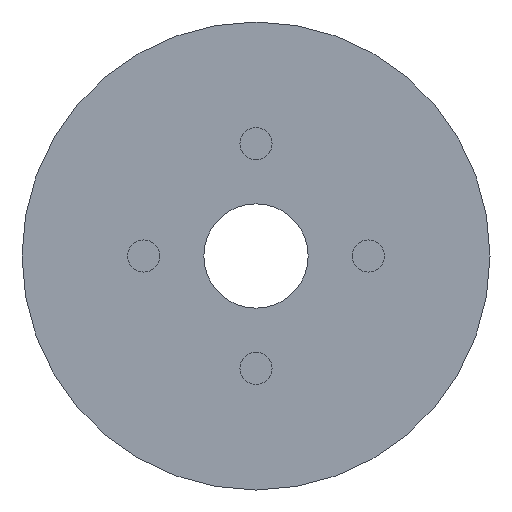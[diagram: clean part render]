
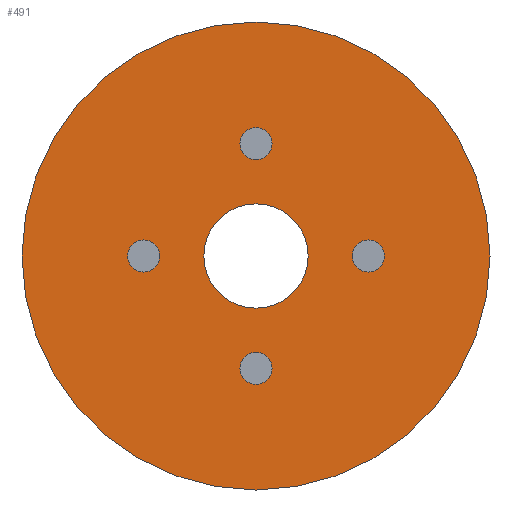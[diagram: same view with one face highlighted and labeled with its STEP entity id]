
A CAD part, front view. The second image highlights one B-rep face of the part: STEP entity #491.
In plain terms, the highlighted planar face has unit normal (0, -1, 0).
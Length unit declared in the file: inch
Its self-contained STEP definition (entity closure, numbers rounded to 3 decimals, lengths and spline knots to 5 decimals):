
#310=CARTESIAN_POINT('',(0.,0.,0.695));
#311=VERTEX_POINT('',#310);
#312=CARTESIAN_POINT('',(0.,0.,0.5));
#313=DIRECTION('',(0.,-1.,0.));
#314=DIRECTION('',(0.,0.,1.));
#315=AXIS2_PLACEMENT_3D('',#312,#313,#314);
#316=CIRCLE('',#315,0.195);
#317=EDGE_CURVE('',#311,#311,#316,.T.);
#335=CARTESIAN_POINT('',(0.,0.,0.98));
#336=VERTEX_POINT('',#335);
#337=CARTESIAN_POINT('',(0.,0.,0.92));
#338=DIRECTION('',(0.,-1.,0.));
#339=DIRECTION('',(0.,0.,1.));
#340=AXIS2_PLACEMENT_3D('',#337,#338,#339);
#341=CIRCLE('',#340,0.06);
#342=EDGE_CURVE('',#336,#336,#341,.T.);
#360=CARTESIAN_POINT('',(0.48,0.,0.5));
#361=VERTEX_POINT('',#360);
#362=CARTESIAN_POINT('',(0.42,0.,0.5));
#363=DIRECTION('',(0.,-1.,0.));
#364=DIRECTION('',(1.,0.,0.));
#365=AXIS2_PLACEMENT_3D('',#362,#363,#364);
#366=CIRCLE('',#365,0.06);
#367=EDGE_CURVE('',#361,#361,#366,.T.);
#385=CARTESIAN_POINT('',(0.,0.,0.02));
#386=VERTEX_POINT('',#385);
#387=CARTESIAN_POINT('',(0.,0.,0.08));
#388=DIRECTION('',(0.,-1.,0.));
#389=DIRECTION('',(0.,0.,-1.));
#390=AXIS2_PLACEMENT_3D('',#387,#388,#389);
#391=CIRCLE('',#390,0.06);
#392=EDGE_CURVE('',#386,#386,#391,.T.);
#410=CARTESIAN_POINT('',(-0.48,0.,0.5));
#411=VERTEX_POINT('',#410);
#412=CARTESIAN_POINT('',(-0.42,0.,0.5));
#413=DIRECTION('',(0.,-1.,0.));
#414=DIRECTION('',(-1.,0.,0.));
#415=AXIS2_PLACEMENT_3D('',#412,#413,#414);
#416=CIRCLE('',#415,0.06);
#417=EDGE_CURVE('',#411,#411,#416,.T.);
#435=CARTESIAN_POINT('',(0.875,0.,0.5));
#436=VERTEX_POINT('',#435);
#437=CARTESIAN_POINT('',(0.,0.,0.5));
#438=DIRECTION('',(0.,1.,0.));
#439=DIRECTION('',(1.,0.,0.));
#440=AXIS2_PLACEMENT_3D('',#437,#438,#439);
#441=CIRCLE('',#440,0.875);
#442=EDGE_CURVE('',#436,#436,#441,.T.);
#468=ORIENTED_EDGE('',*,*,#442,.F.);
#469=EDGE_LOOP('',(#468));
#470=FACE_OUTER_BOUND('',#469,.T.);
#471=ORIENTED_EDGE('',*,*,#417,.F.);
#472=EDGE_LOOP('',(#471));
#473=FACE_BOUND('',#472,.T.);
#474=ORIENTED_EDGE('',*,*,#392,.F.);
#475=EDGE_LOOP('',(#474));
#476=FACE_BOUND('',#475,.T.);
#477=ORIENTED_EDGE('',*,*,#367,.F.);
#478=EDGE_LOOP('',(#477));
#479=FACE_BOUND('',#478,.T.);
#480=ORIENTED_EDGE('',*,*,#342,.F.);
#481=EDGE_LOOP('',(#480));
#482=FACE_BOUND('',#481,.T.);
#483=ORIENTED_EDGE('',*,*,#317,.F.);
#484=EDGE_LOOP('',(#483));
#485=FACE_BOUND('',#484,.T.);
#486=CARTESIAN_POINT('',(-0.47546,0.,0.4771));
#487=DIRECTION('',(0.,-1.,0.));
#488=DIRECTION('',(-1.,0.,0.));
#489=AXIS2_PLACEMENT_3D('',#486,#487,#488);
#490=PLANE('',#489);
#491=ADVANCED_FACE('',(#470,#473,#476,#479,#482,#485),#490,.T.);
